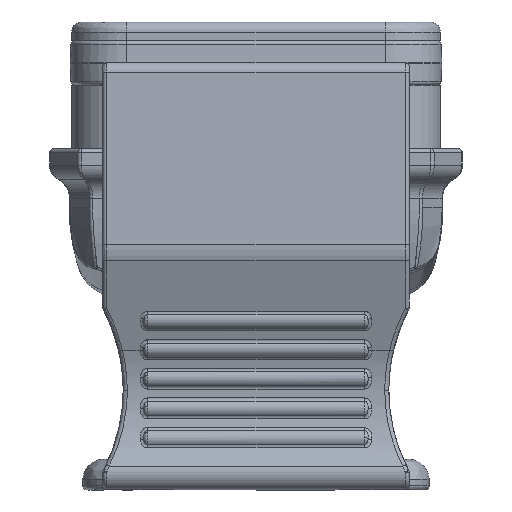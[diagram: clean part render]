
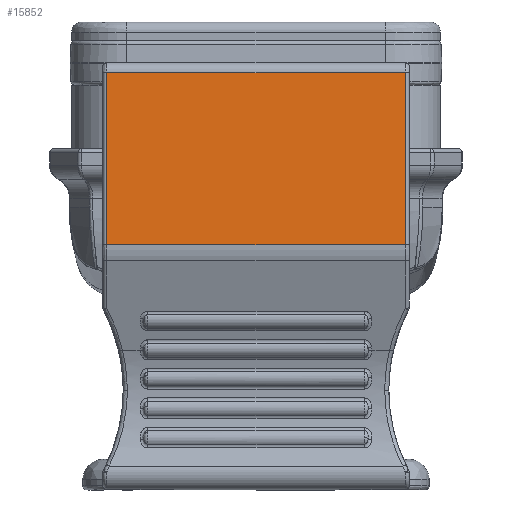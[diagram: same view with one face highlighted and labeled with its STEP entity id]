
A CAD part, front view. The second image highlights one B-rep face of the part: STEP entity #15852.
In plain terms, the highlighted planar face has unit normal (0, -0.999, 0.052).
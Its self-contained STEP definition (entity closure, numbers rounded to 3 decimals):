
#3266 = ORIENTED_EDGE ( 'NONE', *, *, #39321, .F. ) ;
#3732 = DIRECTION ( 'NONE',  ( 1., 0., 0. ) ) ;
#4710 = CARTESIAN_POINT ( 'NONE',  ( 7.3, -12.215, -10.895 ) ) ;
#5815 = CARTESIAN_POINT ( 'NONE',  ( 0., -11.774, -2.474 ) ) ;
#9647 = ORIENTED_EDGE ( 'NONE', *, *, #42787, .T. ) ;
#9691 = DIRECTION ( 'NONE',  ( 0., -0.052, -0.999 ) ) ;
#11616 = VERTEX_POINT ( 'NONE', #33499 ) ;
#11958 = EDGE_LOOP ( 'NONE', ( #14254, #9647, #3266, #24013 ) ) ;
#12357 = CARTESIAN_POINT ( 'NONE',  ( -7.3, -12.061, -7.965 ) ) ;
#12760 = VERTEX_POINT ( 'NONE', #25939 ) ;
#14254 = ORIENTED_EDGE ( 'NONE', *, *, #46739, .F. ) ;
#15852 = ADVANCED_FACE ( 'NONE', ( #40717 ), #40593, .T. ) ;
#17059 = VECTOR ( 'NONE', #3732, 1000. ) ;
#20638 = LINE ( 'NONE', #24396, #38871 ) ;
#21050 = LINE ( 'NONE', #21438, #30171 ) ;
#21438 = CARTESIAN_POINT ( 'NONE',  ( 7.3, -12.061, -7.965 ) ) ;
#21770 = VECTOR ( 'NONE', #43384, 1000. ) ;
#22863 = AXIS2_PLACEMENT_3D ( 'NONE', #5815, #32917, #9691 ) ;
#23072 = CARTESIAN_POINT ( 'NONE',  ( 0., -12.215, -10.895 ) ) ;
#24013 = ORIENTED_EDGE ( 'NONE', *, *, #49687, .T. ) ;
#24396 = CARTESIAN_POINT ( 'NONE',  ( 0., -11.774, -2.474 ) ) ;
#25039 = VERTEX_POINT ( 'NONE', #4710 ) ;
#25939 = CARTESIAN_POINT ( 'NONE',  ( 7.3, -11.774, -2.474 ) ) ;
#26739 = VERTEX_POINT ( 'NONE', #43629 ) ;
#27637 = DIRECTION ( 'NONE',  ( -1., 0., 0. ) ) ;
#30171 = VECTOR ( 'NONE', #40962, 1000. ) ;
#32917 = DIRECTION ( 'NONE',  ( 0., -0.999, 0.052 ) ) ;
#33499 = CARTESIAN_POINT ( 'NONE',  ( -7.3, -12.215, -10.895 ) ) ;
#37684 = LINE ( 'NONE', #23072, #17059 ) ;
#38871 = VECTOR ( 'NONE', #27637, 1000. ) ;
#39321 = EDGE_CURVE ( 'NONE', #11616, #26739, #42433, .T. ) ;
#40593 = PLANE ( 'NONE',  #22863 ) ;
#40717 = FACE_OUTER_BOUND ( 'NONE', #11958, .T. ) ;
#40962 = DIRECTION ( 'NONE',  ( 0., -0.052, -0.999 ) ) ;
#42433 = LINE ( 'NONE', #12357, #21770 ) ;
#42787 = EDGE_CURVE ( 'NONE', #12760, #26739, #20638, .T. ) ;
#43384 = DIRECTION ( 'NONE',  ( 0., 0.052, 0.999 ) ) ;
#43629 = CARTESIAN_POINT ( 'NONE',  ( -7.3, -11.774, -2.474 ) ) ;
#46739 = EDGE_CURVE ( 'NONE', #12760, #25039, #21050, .T. ) ;
#49687 = EDGE_CURVE ( 'NONE', #11616, #25039, #37684, .T. ) ;
